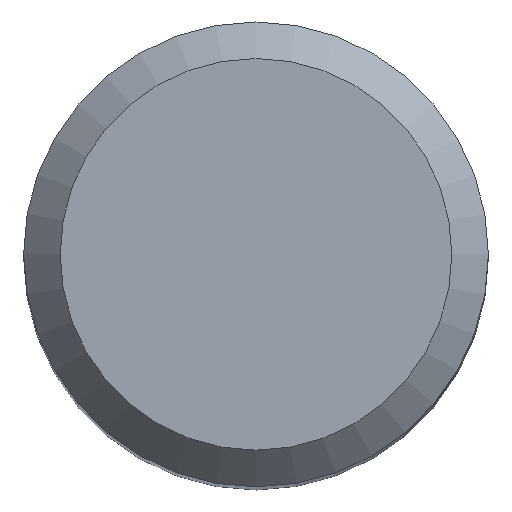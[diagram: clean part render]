
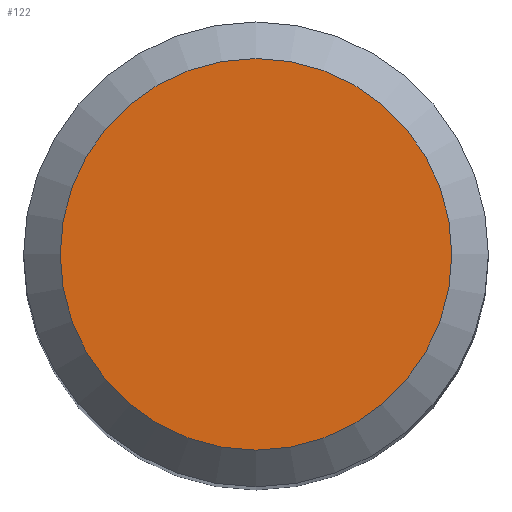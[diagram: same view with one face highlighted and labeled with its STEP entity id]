
A CAD part, top view. The second image highlights one B-rep face of the part: STEP entity #122.
In plain terms, the highlighted planar face has unit normal (0, 0, 1).
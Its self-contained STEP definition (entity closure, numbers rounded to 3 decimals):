
#122=ADVANCED_FACE('',(#151),#148,.F.);
#148=PLANE('',#415);
#151=FACE_OUTER_BOUND('',#161,.T.);
#161=EDGE_LOOP('',(#202));
#202=ORIENTED_EDGE('',*,*,#320,.F.);
#286=VERTEX_POINT('',#550);
#320=EDGE_CURVE('',#286,#286,#362,.T.);
#362=CIRCLE('',#414,5.347);
#414=AXIS2_PLACEMENT_3D('',#549,#462,#463);
#415=AXIS2_PLACEMENT_3D('',#551,#464,#465);
#462=DIRECTION('',(0.,0.,-1.));
#463=DIRECTION('',(-1.,0.,0.));
#464=DIRECTION('',(0.,0.,-1.));
#465=DIRECTION('',(1.,0.,0.));
#549=CARTESIAN_POINT('',(0.,0.,0.));
#550=CARTESIAN_POINT('',(-5.347,0.,0.));
#551=CARTESIAN_POINT('',(0.,0.,0.));
